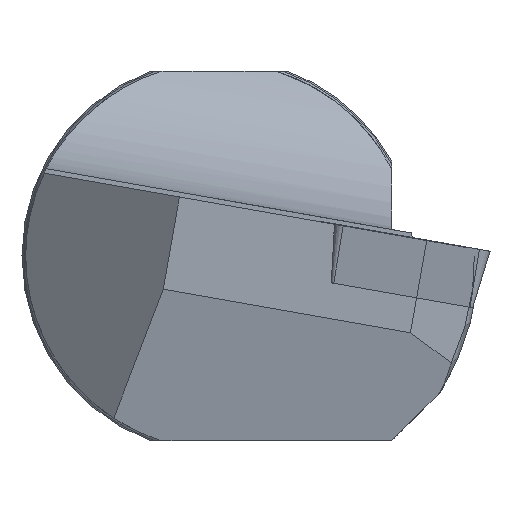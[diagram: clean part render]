
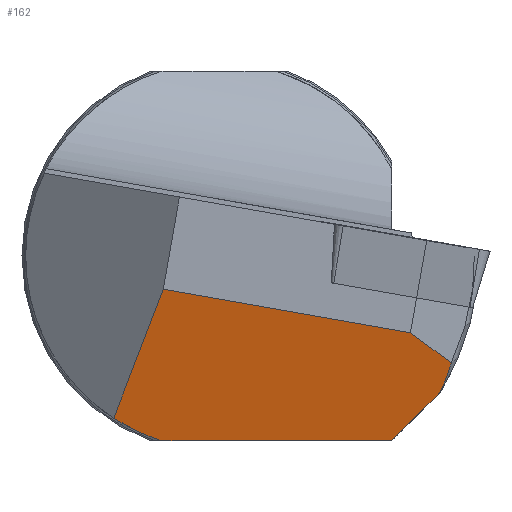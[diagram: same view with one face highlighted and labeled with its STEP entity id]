
A CAD part, left-side view. The second image highlights one B-rep face of the part: STEP entity #162.
In plain terms, the highlighted planar face has unit normal (-0.981, 0.115, -0.156).
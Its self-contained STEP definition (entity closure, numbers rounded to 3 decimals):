
#79=ELLIPSE('',#919,16.003,15.7);
#90=B_SPLINE_CURVE_WITH_KNOTS('',3,(#1254,#1255,#1256,#1257),
 .UNSPECIFIED.,.F.,.F.,(4,4),(0.,1.),.UNSPECIFIED.);
#162=ADVANCED_FACE('',(#230),#210,.F.);
#210=PLANE('',#920);
#230=FACE_OUTER_BOUND('',#274,.T.);
#274=EDGE_LOOP('',(#343,#344,#345,#346,#347,#348,#349));
#343=ORIENTED_EDGE('',*,*,#689,.F.);
#344=ORIENTED_EDGE('',*,*,#673,.T.);
#345=ORIENTED_EDGE('',*,*,#690,.T.);
#346=ORIENTED_EDGE('',*,*,#691,.T.);
#347=ORIENTED_EDGE('',*,*,#692,.F.);
#348=ORIENTED_EDGE('',*,*,#693,.T.);
#349=ORIENTED_EDGE('',*,*,#678,.F.);
#585=VERTEX_POINT('',#1243);
#586=VERTEX_POINT('',#1244);
#589=VERTEX_POINT('',#1252);
#591=VERTEX_POINT('',#1258);
#599=VERTEX_POINT('',#1304);
#600=VERTEX_POINT('',#1306);
#601=VERTEX_POINT('',#1308);
#673=EDGE_CURVE('',#585,#586,#803,.T.);
#678=EDGE_CURVE('',#589,#591,#90,.T.);
#689=EDGE_CURVE('',#585,#589,#811,.T.);
#690=EDGE_CURVE('',#586,#599,#812,.T.);
#691=EDGE_CURVE('',#599,#600,#79,.T.);
#692=EDGE_CURVE('',#601,#600,#813,.T.);
#693=EDGE_CURVE('',#601,#591,#814,.T.);
#803=LINE('',#1242,#858);
#811=LINE('',#1302,#866);
#812=LINE('',#1303,#867);
#813=LINE('',#1307,#868);
#814=LINE('',#1309,#869);
#858=VECTOR('',#1006,1.);
#866=VECTOR('',#1024,1.);
#867=VECTOR('',#1025,1.);
#868=VECTOR('',#1028,1.);
#869=VECTOR('',#1029,1.);
#919=AXIS2_PLACEMENT_3D('',#1305,#1026,#1027);
#920=AXIS2_PLACEMENT_3D('',#1310,#1030,#1031);
#1006=DIRECTION('',(0.087,0.981,0.173));
#1024=DIRECTION('',(0.,-0.806,-0.592));
#1025=DIRECTION('',(0.187,0.352,-0.917));
#1026=DIRECTION('',(-0.981,0.115,-0.156));
#1027=DIRECTION('',(0.194,0.581,-0.791));
#1028=DIRECTION('',(0.116,0.993,0.));
#1029=DIRECTION('',(-0.192,-0.694,0.694));
#1030=DIRECTION('',(0.981,-0.115,0.156));
#1031=DIRECTION('',(0.157,0.,-0.988));
#1242=CARTESIAN_POINT('',(0.832,2.486,-7.32));
#1243=CARTESIAN_POINT('',(1.192,6.539,-6.605));
#1244=CARTESIAN_POINT('',(2.975,26.614,-3.065));
#1252=CARTESIAN_POINT('',(1.192,3.219,-9.044));
#1254=CARTESIAN_POINT('',(1.192,3.219,-9.044));
#1255=CARTESIAN_POINT('',(1.356,3.441,-9.914));
#1256=CARTESIAN_POINT('',(1.528,3.788,-10.737));
#1257=CARTESIAN_POINT('',(1.701,4.214,-11.515));
#1258=CARTESIAN_POINT('',(1.701,4.214,-11.515));
#1302=CARTESIAN_POINT('',(1.192,33.635,13.301));
#1303=CARTESIAN_POINT('',(-2.202,16.88,22.322));
#1304=CARTESIAN_POINT('',(5.111,30.63,-13.538));
#1305=CARTESIAN_POINT('',(2.016,22.078,-0.372));
#1306=CARTESIAN_POINT('',(4.945,26.713,-15.372));
#1307=CARTESIAN_POINT('',(4.355,21.666,-15.372));
#1308=CARTESIAN_POINT('',(2.766,8.072,-15.372));
#1309=CARTESIAN_POINT('',(3.615,11.148,-18.448));
#1310=CARTESIAN_POINT('',(7.755,53.315,-13.487));
